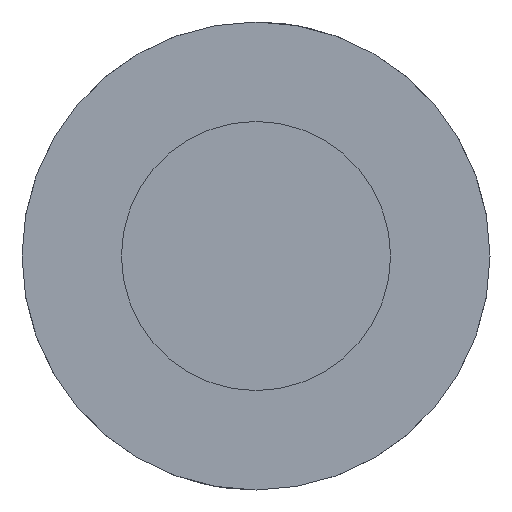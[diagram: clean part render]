
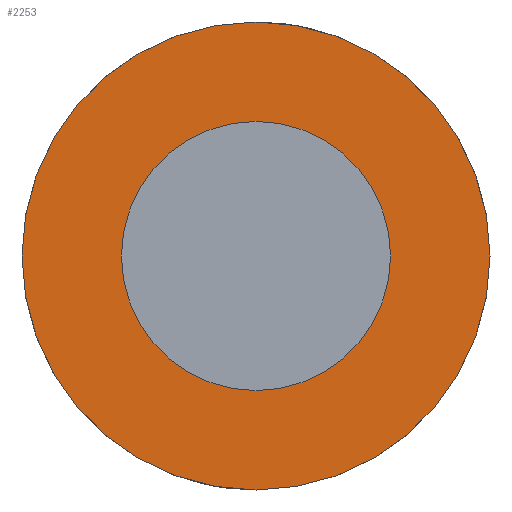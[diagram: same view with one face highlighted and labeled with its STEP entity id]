
A CAD part, left-side view. The second image highlights one B-rep face of the part: STEP entity #2253.
In plain terms, the highlighted face is planar.
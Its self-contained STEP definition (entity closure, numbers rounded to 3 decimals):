
#1293=CARTESIAN_POINT('',(0.,0.,0.));
#1294=DIRECTION('',(0.,0.,-1.));
#1295=DIRECTION('',(-1.,0.,0.));
#1296=AXIS2_PLACEMENT_3D('',#1293,#1294,#1295);
#1301=CARTESIAN_POINT('',(0.,0.,0.));
#1302=DIRECTION('',(0.,0.,1.));
#1303=DIRECTION('',(-1.,0.,0.));
#1304=AXIS2_PLACEMENT_3D('',#1301,#1302,#1303);
#1323=CARTESIAN_POINT('',(0.,0.,0.));
#1324=DIRECTION('',(0.,0.,1.));
#1325=DIRECTION('',(-1.,0.,0.));
#1326=AXIS2_PLACEMENT_3D('',#1323,#1324,#1325);
#1331=CARTESIAN_POINT('',(0.,0.,0.));
#1332=DIRECTION('',(0.,0.,-1.));
#1333=DIRECTION('',(-1.,0.,0.));
#1334=AXIS2_PLACEMENT_3D('',#1331,#1332,#1333);
#1356=CARTESIAN_POINT('',(-40.,0.,0.));
#1358=VERTEX_POINT('',#1356);
#1359=CARTESIAN_POINT('',(-23.,0.,0.));
#1361=VERTEX_POINT('',#1359);
#1364=CARTESIAN_POINT('',(40.,0.,0.));
#1366=VERTEX_POINT('',#1364);
#1367=CARTESIAN_POINT('',(23.,0.,0.));
#1369=VERTEX_POINT('',#1367);
#2238=CARTESIAN_POINT('',(0.,0.,0.));
#2239=DIRECTION('',(0.,0.,-1.));
#2240=DIRECTION('',(1.,0.,0.));
#2241=AXIS2_PLACEMENT_3D('',#2238,#2239,#2240);
#2242=PLANE('',#2241);
#2243=ORIENTED_EDGE('',*,*,#2231,.T.);
#2244=ORIENTED_EDGE('',*,*,#2216,.F.);
#2245=EDGE_LOOP('',(#2243,#2244));
#2246=FACE_OUTER_BOUND('',#2245,.F.);
#2248=ORIENTED_EDGE('',*,*,#2247,.T.);
#2250=ORIENTED_EDGE('',*,*,#2249,.F.);
#2251=EDGE_LOOP('',(#2248,#2250));
#2252=FACE_BOUND('',#2251,.F.);
#1297=CIRCLE('',#1296,40.);
#1305=CIRCLE('',#1304,40.);
#1327=CIRCLE('',#1326,23.);
#1335=CIRCLE('',#1334,23.);
#2216=EDGE_CURVE('',#1358,#1366,#1305,.T.);
#2231=EDGE_CURVE('',#1358,#1366,#1297,.T.);
#2247=EDGE_CURVE('',#1361,#1369,#1327,.T.);
#2249=EDGE_CURVE('',#1361,#1369,#1335,.T.);
#2253=ADVANCED_FACE('',(#2246,#2252),#2242,.F.);
